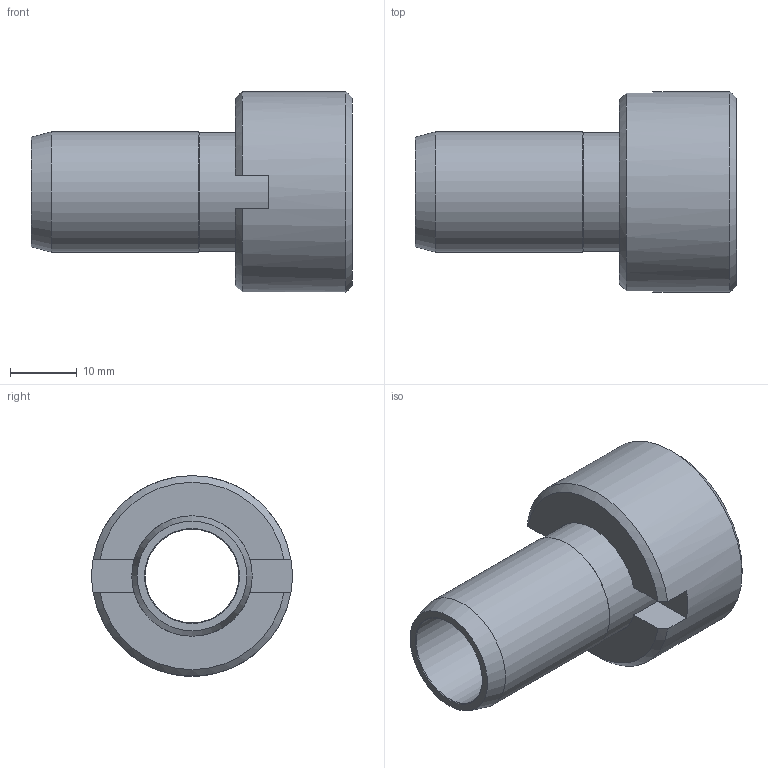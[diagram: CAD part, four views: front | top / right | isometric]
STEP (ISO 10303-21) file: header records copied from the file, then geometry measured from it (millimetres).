
FILE_DESCRIPTION( ( 'Unknown' ), '1' );
FILE_NAME( '721112500-A.stp', 'Unknown', ( 'Unknown' ), ( 'Unknown' ), 'PSStep 15.0.49', 'Unknown', ' ' );
FILE_SCHEMA( ( 'AUTOMOTIVE_DESIGN { 1 0 10303 214 1 1 1 1 }' ) );
Length unit declared in the file: millimetre
Products named in the file (5): Assem1; 0012573; 0012574; 0012575; 0012576
Assembly tree (4 placements, depth 2):
  Assem1
    0012573
    0012574
    0012575
    0012576
Bounding box: 48.01 x 30 x 30 mm (x, y, z)
Volume: 11896.2 mm3; surface area: 10371.8 mm2
Topology: 4 solids, 4 shells, 33 faces, 73 edges, 46 vertices
Faces by surface type: plane 14, cone 9, cylinder 8, torus 2
Full cylindrical faces by diameter (mm): 14 x1, 17 x1, 17.8 x1, 18 x2, 24 x2, 30 x1
Entity records: 1144 total; most frequent: DIRECTION 152, CARTESIAN_POINT 142, ORIENTED_EDGE 100, AXIS2_PLACEMENT_3D 68, EDGE_LOOP 52, EDGE_CURVE 50, VERTEX_POINT 42, FACE_OUTER_BOUND 39
